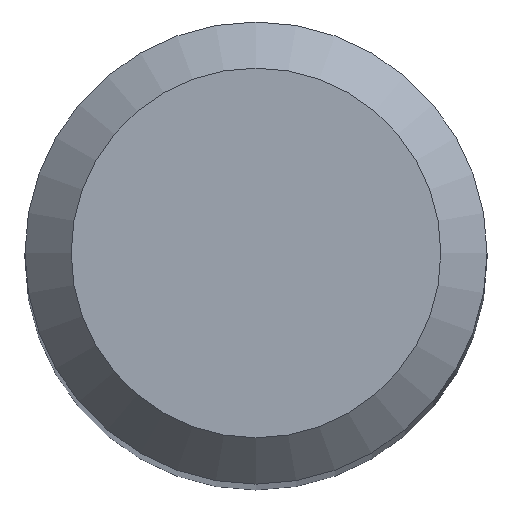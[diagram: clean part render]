
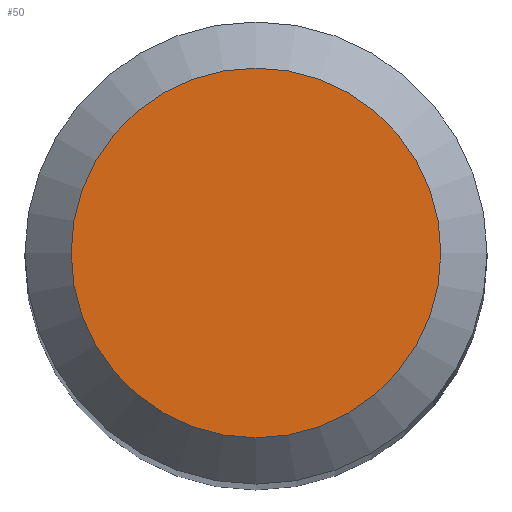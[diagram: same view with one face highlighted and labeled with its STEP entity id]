
A CAD part, top view. The second image highlights one B-rep face of the part: STEP entity #50.
In plain terms, the highlighted planar face has unit normal (0, 0, 1).
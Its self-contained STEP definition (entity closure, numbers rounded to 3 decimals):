
#3 = EDGE_LOOP ( 'NONE', ( #5 ) ) ;
#5 = ORIENTED_EDGE ( 'NONE', *, *, #116, .F. ) ;
#7 = FACE_OUTER_BOUND ( 'NONE', #3, .T. ) ;
#12 = CARTESIAN_POINT ( 'NONE',  ( 0., 1.6, 35. ) ) ;
#17 = AXIS2_PLACEMENT_3D ( 'NONE', #222, #175, #155 ) ;
#42 = DIRECTION ( 'NONE',  ( 0., 1., 0. ) ) ;
#50 = ADVANCED_FACE ( 'NONE', ( #7 ), #204, .F. ) ;
#116 = EDGE_CURVE ( 'NONE', #141, #141, #122, .T. ) ;
#122 = CIRCLE ( 'NONE', #17, 1.6 ) ;
#141 = VERTEX_POINT ( 'NONE', #12 ) ;
#155 = DIRECTION ( 'NONE',  ( 0., 1., 0. ) ) ;
#175 = DIRECTION ( 'NONE',  ( 0., 0., -1. ) ) ;
#181 = DIRECTION ( 'NONE',  ( 0., 0., -1. ) ) ;
#197 = AXIS2_PLACEMENT_3D ( 'NONE', #214, #181, #42 ) ;
#204 = PLANE ( 'NONE',  #197 ) ;
#214 = CARTESIAN_POINT ( 'NONE',  ( 0., 0., 35. ) ) ;
#222 = CARTESIAN_POINT ( 'NONE',  ( 0., 0., 35. ) ) ;
